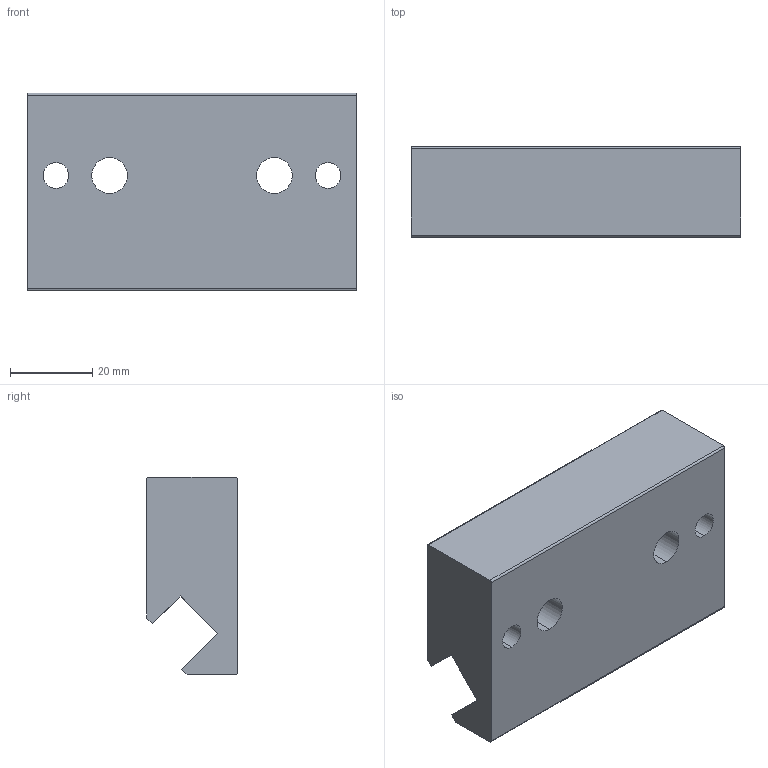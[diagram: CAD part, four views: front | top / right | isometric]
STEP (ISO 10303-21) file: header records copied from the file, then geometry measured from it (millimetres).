
FILE_DESCRIPTION (( 'STEP AP214' ), '1' );
FILE_NAME ('CRP400-01-500.STEP', '2013-07-09T02:40:06', ( '' ), ( '' ), 'SwSTEP 2.0', 'SolidWorks 2012', '' );
FILE_SCHEMA (( 'AUTOMOTIVE_DESIGN' ));
Length unit declared in the file: millimetre
Products named in the file (1): CRP400-01-500
Bounding box: 80 x 22 x 48 mm (x, y, z)
Volume: 60703.3 mm3; surface area: 16636.8 mm2
Topology: 1 solids, 1 shells, 36 faces, 104 edges, 66 vertices
Faces by surface type: cylinder 19, plane 13, cone 4
Entity records: 1268 total; most frequent: CARTESIAN_POINT 227, DIRECTION 204, ORIENTED_EDGE 200, EDGE_CURVE 100, AXIS2_PLACEMENT_3D 75, VERTEX_POINT 66, LINE 54, VECTOR 54
